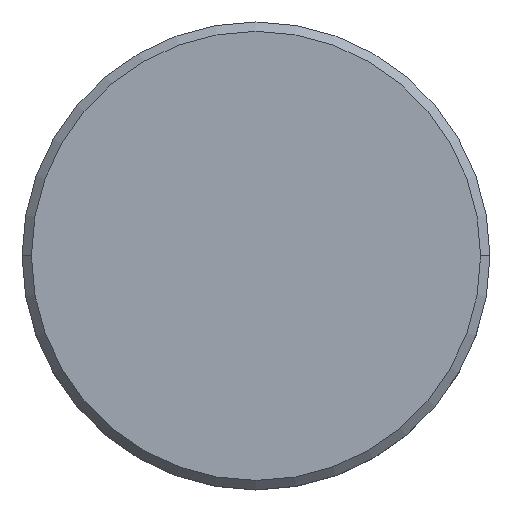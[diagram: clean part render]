
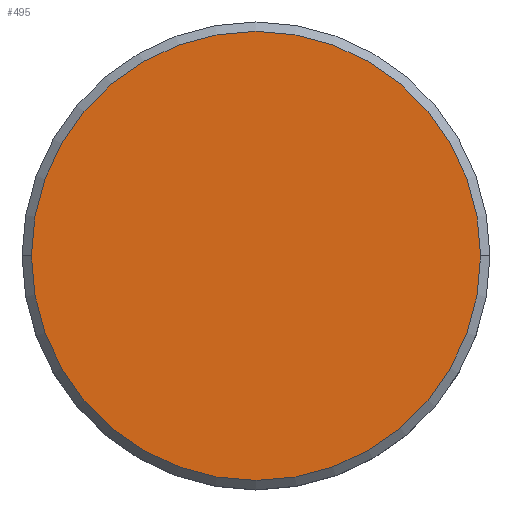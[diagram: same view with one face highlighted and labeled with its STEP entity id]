
A CAD part, top view. The second image highlights one B-rep face of the part: STEP entity #495.
In plain terms, the highlighted planar face has unit normal (0, 0, 1).
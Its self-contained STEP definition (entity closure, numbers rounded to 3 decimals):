
#2 = EDGE_CURVE ( 'NONE', #918, #430, #869, .T. ) ;
#56 = FACE_OUTER_BOUND ( 'NONE', #162, .T. ) ;
#111 = DIRECTION ( 'NONE',  ( 1., 0., 0. ) ) ;
#149 = AXIS2_PLACEMENT_3D ( 'NONE', #218, #422, #491 ) ;
#162 = EDGE_LOOP ( 'NONE', ( #854, #567 ) ) ;
#218 = CARTESIAN_POINT ( 'NONE',  ( 0., 0., 0. ) ) ;
#228 = CARTESIAN_POINT ( 'NONE',  ( 0., 0., 0. ) ) ;
#372 = CARTESIAN_POINT ( 'NONE',  ( 12., 0., 0. ) ) ;
#416 = EDGE_CURVE ( 'NONE', #430, #918, #1156, .T. ) ;
#422 = DIRECTION ( 'NONE',  ( 0., 0., 1. ) ) ;
#430 = VERTEX_POINT ( 'NONE', #372 ) ;
#491 = DIRECTION ( 'NONE',  ( 1., 0., 0. ) ) ;
#495 = ADVANCED_FACE ( 'NONE', ( #56 ), #1135, .T. ) ;
#559 = CARTESIAN_POINT ( 'NONE',  ( 0., 0., 0. ) ) ;
#567 = ORIENTED_EDGE ( 'NONE', *, *, #416, .T. ) ;
#593 = DIRECTION ( 'NONE',  ( 0., 0., 1. ) ) ;
#854 = ORIENTED_EDGE ( 'NONE', *, *, #2, .T. ) ;
#869 = CIRCLE ( 'NONE', #1105, 12. ) ;
#916 = DIRECTION ( 'NONE',  ( 0., 0., 1. ) ) ;
#918 = VERTEX_POINT ( 'NONE', #1168 ) ;
#950 = DIRECTION ( 'NONE',  ( 1., 0., 0. ) ) ;
#1105 = AXIS2_PLACEMENT_3D ( 'NONE', #228, #593, #950 ) ;
#1135 = PLANE ( 'NONE',  #149 ) ;
#1154 = AXIS2_PLACEMENT_3D ( 'NONE', #559, #916, #111 ) ;
#1156 = CIRCLE ( 'NONE', #1154, 12. ) ;
#1168 = CARTESIAN_POINT ( 'NONE',  ( -12., 0., 0. ) ) ;
